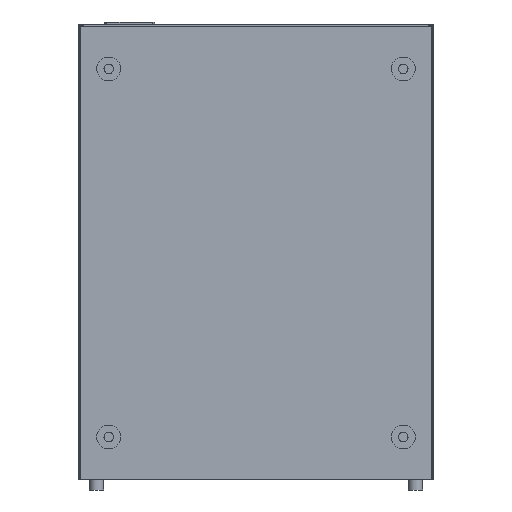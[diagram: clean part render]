
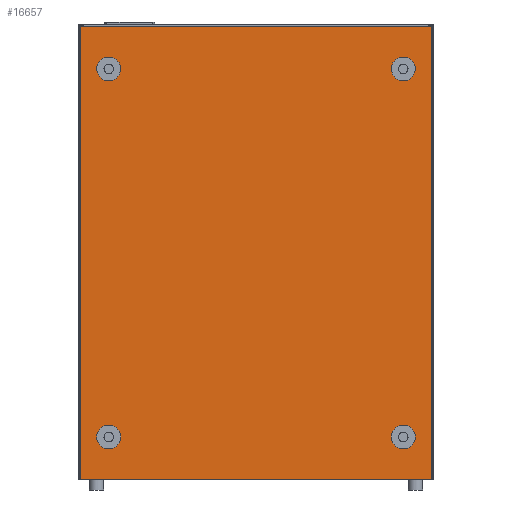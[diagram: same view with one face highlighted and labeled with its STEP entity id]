
A CAD part, front view. The second image highlights one B-rep face of the part: STEP entity #16657.
In plain terms, the highlighted planar face has unit normal (0, -1, 0).
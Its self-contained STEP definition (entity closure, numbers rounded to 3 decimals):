
#949=PLANE('',#18040);
#1882=FACE_OUTER_BOUND('',#2886,.T.);
#2886=EDGE_LOOP('',(#15498,#15499,#15500,#15501));
#4816=LINE('',#27325,#6738);
#4819=LINE('',#27331,#6741);
#4822=LINE('',#27337,#6744);
#4825=LINE('',#27341,#6747);
#6738=VECTOR('',#22532,10.);
#6741=VECTOR('',#22537,10.);
#6744=VECTOR('',#22542,10.);
#6747=VECTOR('',#22547,10.);
#8638=VERTEX_POINT('',#27322);
#8639=VERTEX_POINT('',#27324);
#8641=VERTEX_POINT('',#27330);
#8643=VERTEX_POINT('',#27336);
#10924=EDGE_CURVE('',#8639,#8638,#4816,.T.);
#10927=EDGE_CURVE('',#8641,#8639,#4819,.T.);
#10930=EDGE_CURVE('',#8643,#8641,#4822,.T.);
#10933=EDGE_CURVE('',#8638,#8643,#4825,.T.);
#15498=ORIENTED_EDGE('',*,*,#10933,.T.);
#15499=ORIENTED_EDGE('',*,*,#10930,.T.);
#15500=ORIENTED_EDGE('',*,*,#10927,.T.);
#15501=ORIENTED_EDGE('',*,*,#10924,.T.);
#16657=ADVANCED_FACE('',(#1882),#949,.T.);
#18040=AXIS2_PLACEMENT_3D('',#27342,#22548,#22549);
#22532=DIRECTION('',(0.,0.,1.));
#22537=DIRECTION('',(1.,0.,0.));
#22542=DIRECTION('',(0.,0.,-1.));
#22547=DIRECTION('',(-1.,0.,0.));
#22548=DIRECTION('center_axis',(0.,-1.,0.));
#22549=DIRECTION('ref_axis',(0.,0.,-1.));
#27322=CARTESIAN_POINT('',(295.5,-522.,380.));
#27324=CARTESIAN_POINT('',(295.5,-522.,-382.5));
#27325=CARTESIAN_POINT('',(295.5,-522.,-382.5));
#27330=CARTESIAN_POINT('',(-295.5,-522.,-382.5));
#27331=CARTESIAN_POINT('',(-295.5,-522.,-382.5));
#27336=CARTESIAN_POINT('',(-295.5,-522.,380.));
#27337=CARTESIAN_POINT('',(-295.5,-522.,380.));
#27341=CARTESIAN_POINT('',(295.5,-522.,380.));
#27342=CARTESIAN_POINT('Origin',(0.,-522.,-1.25));
